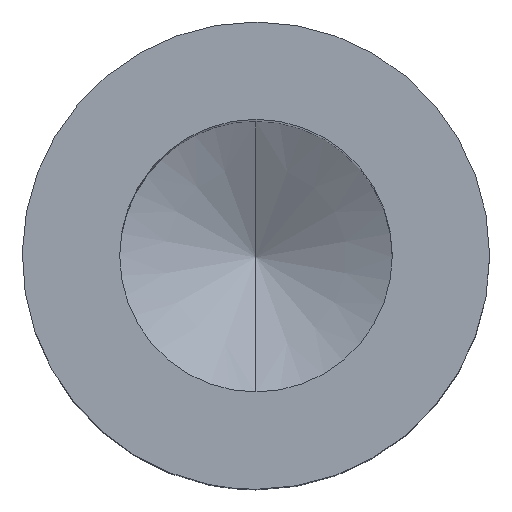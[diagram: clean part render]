
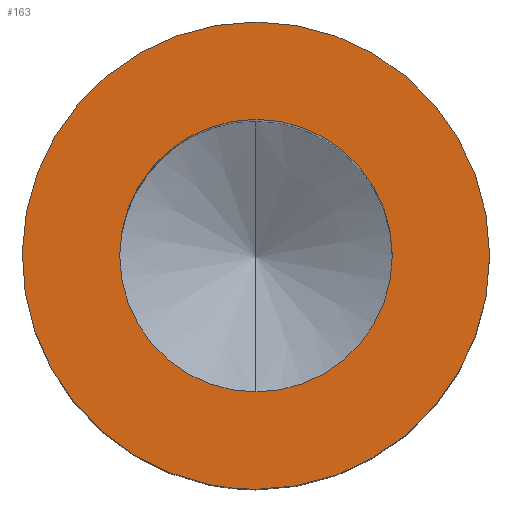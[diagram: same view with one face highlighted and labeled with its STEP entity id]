
A CAD part, top view. The second image highlights one B-rep face of the part: STEP entity #163.
In plain terms, the highlighted planar face has unit normal (0, 0, 1).
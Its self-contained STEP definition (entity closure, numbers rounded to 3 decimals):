
#54=AXIS2_PLACEMENT_3D('Circle Axis2P3D',#52,#53,$) ;
#139=AXIS2_PLACEMENT_3D('Plane Axis2P3D',#136,#137,#138) ;
#147=AXIS2_PLACEMENT_3D('Circle Axis2P3D',#145,#146,$) ;
#156=AXIS2_PLACEMENT_3D('Circle Axis2P3D',#154,#155,$) ;
#49=CARTESIAN_POINT('Vertex',(1.2,2.4,16.5)) ;
#52=CARTESIAN_POINT('Axis2P3D Location',(1.2,1.2,16.5)) ;
#56=CARTESIAN_POINT('Vertex',(1.2,0.,16.5)) ;
#119=CARTESIAN_POINT('Control Point',(1.2,2.4,16.5)) ;
#120=CARTESIAN_POINT('Control Point',(0.823,2.4,16.5)) ;
#121=CARTESIAN_POINT('Control Point',(0.446,2.252,16.5)) ;
#122=CARTESIAN_POINT('Control Point',(0.148,1.954,16.5)) ;
#123=CARTESIAN_POINT('Control Point',(-0.148,1.2,16.5)) ;
#124=CARTESIAN_POINT('Control Point',(0.148,0.446,16.5)) ;
#125=CARTESIAN_POINT('Control Point',(0.446,0.148,16.5)) ;
#126=CARTESIAN_POINT('Control Point',(0.823,0.,16.5)) ;
#127=CARTESIAN_POINT('Control Point',(1.2,0.,16.5)) ;
#136=CARTESIAN_POINT('Axis2P3D Location',(1.2,0.,16.5)) ;
#145=CARTESIAN_POINT('Axis2P3D Location',(1.2,1.2,16.5)) ;
#149=CARTESIAN_POINT('Vertex',(1.2,0.5,16.5)) ;
#151=CARTESIAN_POINT('Vertex',(1.2,1.9,16.5)) ;
#154=CARTESIAN_POINT('Axis2P3D Location',(1.2,1.2,16.5)) ;
#53=DIRECTION('Axis2P3D Direction',(0.,0.,1.)) ;
#137=DIRECTION('Axis2P3D Direction',(0.,0.,1.)) ;
#138=DIRECTION('Axis2P3D XDirection',(0.,-1.,0.)) ;
#146=DIRECTION('Axis2P3D Direction',(0.,0.,1.)) ;
#155=DIRECTION('Axis2P3D Direction',(0.,0.,1.)) ;
#142=ORIENTED_EDGE('',*,*,#58,.T.) ;
#143=ORIENTED_EDGE('',*,*,#128,.T.) ;
#160=ORIENTED_EDGE('',*,*,#153,.F.) ;
#161=ORIENTED_EDGE('',*,*,#158,.F.) ;
#162=FACE_BOUND('',#159,.T.) ;
#163=ADVANCED_FACE('Hauptkoerper',(#144,#162),#140,.T.) ;
#118=B_SPLINE_CURVE_WITH_KNOTS('',5,(#119,#120,#121,#122,#123,#124,#125,#126,#127),.UNSPECIFIED.,.F.,.U.,(6,3,6),(-1.885,0.,1.885),.UNSPECIFIED.) ;
#55=CIRCLE('generated circle',#54,1.2) ;
#148=CIRCLE('generated circle',#147,0.7) ;
#157=CIRCLE('generated circle',#156,0.7) ;
#58=EDGE_CURVE('',#57,#50,#55,.T.) ;
#128=EDGE_CURVE('',#50,#57,#118,.T.) ;
#153=EDGE_CURVE('',#150,#152,#148,.T.) ;
#158=EDGE_CURVE('',#152,#150,#157,.T.) ;
#141=EDGE_LOOP('',(#142,#143)) ;
#159=EDGE_LOOP('',(#160,#161)) ;
#144=FACE_OUTER_BOUND('',#141,.T.) ;
#140=PLANE('',#139) ;
#50=VERTEX_POINT('',#49) ;
#57=VERTEX_POINT('',#56) ;
#150=VERTEX_POINT('',#149) ;
#152=VERTEX_POINT('',#151) ;
